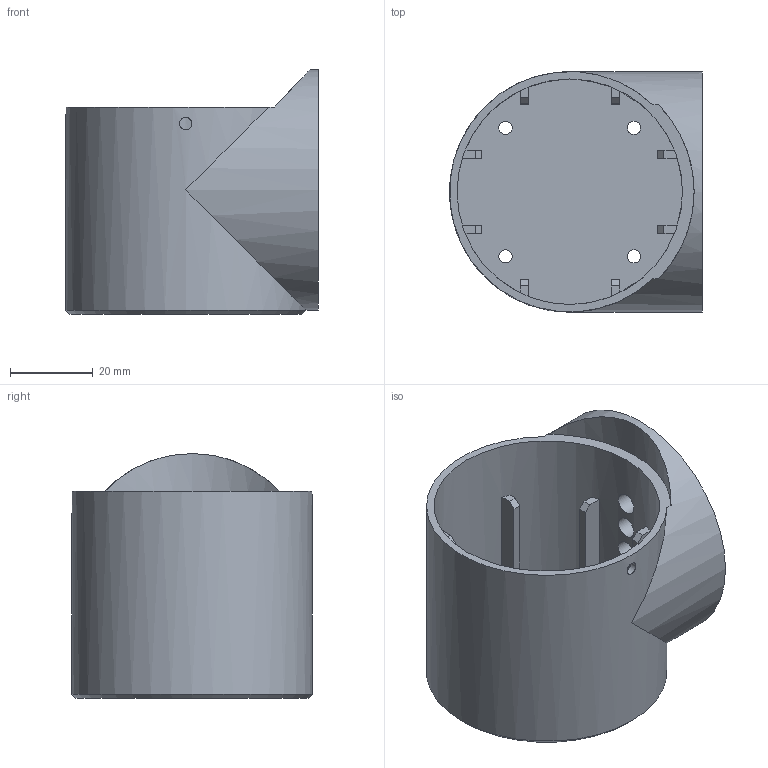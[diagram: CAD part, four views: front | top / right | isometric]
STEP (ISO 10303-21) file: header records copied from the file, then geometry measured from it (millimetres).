
FILE_DESCRIPTION(('FreeCAD Model'),'2;1');
FILE_NAME('elevation_enclosure.step', '2016-01-13T00:27:08',('Author'),(''), 'Open CASCADE STEP processor 6.8','FreeCAD','Unknown');
FILE_SCHEMA(('AUTOMOTIVE_DESIGN_CC2 { 1 2 10303 214 -1 1 5 4 }'));
Length unit declared in the file: millimetre
Products named in the file (1): Elevation_enclosure
Bounding box: 61 x 58 x 59 mm (x, y, z)
Volume: 41364 mm3; surface area: 26956.2 mm2
Topology: 1 solids, 1 shells, 61 faces, 185 edges, 124 vertices
Faces by surface type: plane 44, cylinder 12, cone 5
Full cylindrical faces by diameter (mm): 3 x1, 3.2 x4, 5.2 x3, 54.4 x1, 58 x2
Entity records: 9779 total; most frequent: CARTESIAN_POINT 6277, DIRECTION 586, ORIENTED_EDGE 370, PCURVE 370, DEFINITIONAL_REPRESENTATION 370, LINE 363, VECTOR 363, EDGE_CURVE 185
